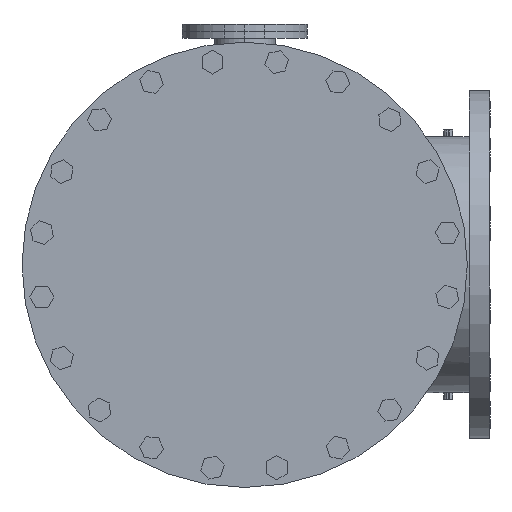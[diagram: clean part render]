
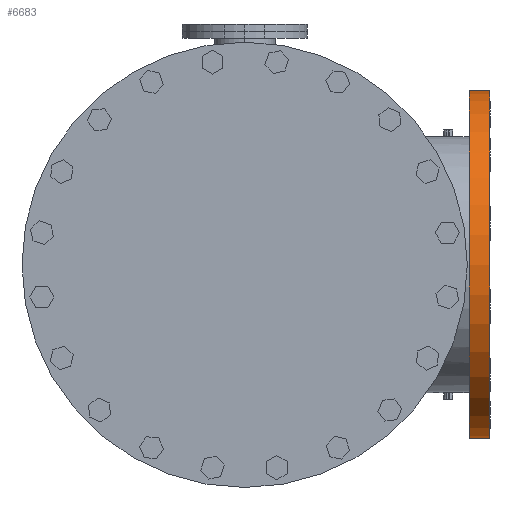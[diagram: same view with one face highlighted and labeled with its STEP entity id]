
A CAD part, left-side view. The second image highlights one B-rep face of the part: STEP entity #6683.
In plain terms, the highlighted cylindrical face has radius 317.5 mm (diameter 635 mm), a partial arc.
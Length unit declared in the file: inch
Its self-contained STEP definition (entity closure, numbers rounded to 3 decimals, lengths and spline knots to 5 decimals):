
#591 = ORIENTED_EDGE ( 'NONE', *, *, #24258, .T. ) ;
#1048 = ORIENTED_EDGE ( 'NONE', *, *, #27738, .F. ) ;
#5902 = EDGE_CURVE ( 'NONE', #6989, #11634, #17376, .T. ) ;
#6683 = ADVANCED_FACE ( 'NONE', ( #7752 ), #19522, .T. ) ;
#6989 = VERTEX_POINT ( 'NONE', #9136 ) ;
#7054 = AXIS2_PLACEMENT_3D ( 'NONE', #10828, #11747, #8974 ) ;
#7309 = CARTESIAN_POINT ( 'NONE',  ( 21.43756, -17.63, 12.5 ) ) ;
#7752 = FACE_OUTER_BOUND ( 'NONE', #8941, .T. ) ;
#8941 = EDGE_LOOP ( 'NONE', ( #10827, #591, #27875, #1048 ) ) ;
#8974 = DIRECTION ( 'NONE',  ( 0., 0., -1. ) ) ;
#9136 = CARTESIAN_POINT ( 'NONE',  ( 21.43756, -16.13, -12.5 ) ) ;
#9389 = CARTESIAN_POINT ( 'NONE',  ( 21.43756, -17.63, -12.5 ) ) ;
#9751 = CIRCLE ( 'NONE', #7054, 12.5 ) ;
#10827 = ORIENTED_EDGE ( 'NONE', *, *, #28968, .F. ) ;
#10828 = CARTESIAN_POINT ( 'NONE',  ( 21.43756, -16.13, 0. ) ) ;
#11105 = VECTOR ( 'NONE', #16716, 39.37008 ) ;
#11226 = CARTESIAN_POINT ( 'NONE',  ( 21.43756, -17.63, 0. ) ) ;
#11366 = CARTESIAN_POINT ( 'NONE',  ( 21.43756, -17.63, 0. ) ) ;
#11634 = VERTEX_POINT ( 'NONE', #14323 ) ;
#11660 = DIRECTION ( 'NONE',  ( 0., -1., 0. ) ) ;
#11747 = DIRECTION ( 'NONE',  ( 0., -1., 0. ) ) ;
#13502 = AXIS2_PLACEMENT_3D ( 'NONE', #11366, #11660, #25753 ) ;
#14256 = CARTESIAN_POINT ( 'NONE',  ( 21.43756, -16.13, 12.5 ) ) ;
#14323 = CARTESIAN_POINT ( 'NONE',  ( 21.43756, -17.63, -12.5 ) ) ;
#14499 = DIRECTION ( 'NONE',  ( 0., -1., 0. ) ) ;
#15821 = VERTEX_POINT ( 'NONE', #14256 ) ;
#16716 = DIRECTION ( 'NONE',  ( 0., -1., 0. ) ) ;
#17376 = LINE ( 'NONE', #9389, #11105 ) ;
#19522 = CYLINDRICAL_SURFACE ( 'NONE', #27963, 12.5 ) ;
#21210 = VECTOR ( 'NONE', #14499, 39.37008 ) ;
#22769 = CIRCLE ( 'NONE', #13502, 12.5 ) ;
#22939 = DIRECTION ( 'NONE',  ( 0., 0., -1. ) ) ;
#23139 = DIRECTION ( 'NONE',  ( 0., -1., 0. ) ) ;
#24258 = EDGE_CURVE ( 'NONE', #15821, #6989, #9751, .T. ) ;
#25753 = DIRECTION ( 'NONE',  ( 0., 0., -1. ) ) ;
#26021 = LINE ( 'NONE', #26402, #21210 ) ;
#26402 = CARTESIAN_POINT ( 'NONE',  ( 21.43756, -17.63, 12.5 ) ) ;
#27738 = EDGE_CURVE ( 'NONE', #29726, #11634, #22769, .T. ) ;
#27875 = ORIENTED_EDGE ( 'NONE', *, *, #5902, .T. ) ;
#27963 = AXIS2_PLACEMENT_3D ( 'NONE', #11226, #23139, #22939 ) ;
#28968 = EDGE_CURVE ( 'NONE', #15821, #29726, #26021, .T. ) ;
#29726 = VERTEX_POINT ( 'NONE', #7309 ) ;
